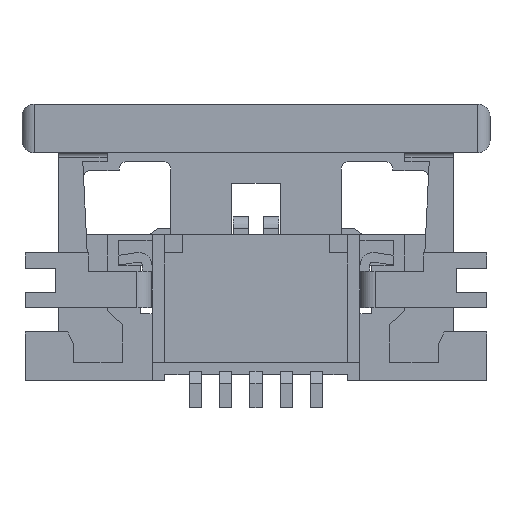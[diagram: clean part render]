
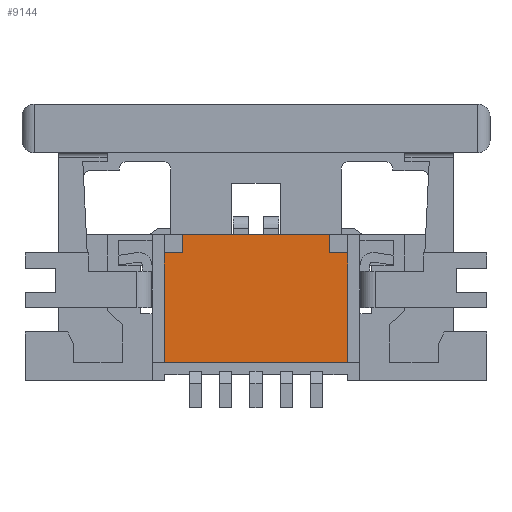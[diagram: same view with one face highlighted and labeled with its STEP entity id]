
A CAD part, front view. The second image highlights one B-rep face of the part: STEP entity #9144.
In plain terms, the highlighted planar face has unit normal (0, -1, 0).
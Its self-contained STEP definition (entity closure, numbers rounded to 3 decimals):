
#2226=DIRECTION('',(1.,0.,0.));
#2227=VECTOR('',#2226,2.42);
#2228=CARTESIAN_POINT('',(-1.21,0.025,2.4));
#2229=LINE('',#2228,#2227);
#2410=DIRECTION('',(0.,0.,1.));
#2411=VECTOR('',#2410,0.3);
#2412=CARTESIAN_POINT('',(1.21,0.025,2.1));
#2413=LINE('',#2412,#2411);
#2414=DIRECTION('',(-1.,0.,0.));
#2415=VECTOR('',#2414,0.3);
#2416=CARTESIAN_POINT('',(1.51,0.025,2.1));
#2417=LINE('',#2416,#2415);
#2418=DIRECTION('',(-1.,0.,0.));
#2419=VECTOR('',#2418,0.3);
#2420=CARTESIAN_POINT('',(-1.21,0.025,2.1));
#2421=LINE('',#2420,#2419);
#2422=DIRECTION('',(0.,0.,-1.));
#2423=VECTOR('',#2422,0.3);
#2424=CARTESIAN_POINT('',(-1.21,0.025,2.4));
#2425=LINE('',#2424,#2423);
#2458=DIRECTION('',(0.,0.,1.));
#2459=VECTOR('',#2458,1.8);
#2460=CARTESIAN_POINT('',(-1.51,0.025,0.3));
#2461=LINE('',#2460,#2459);
#2466=DIRECTION('',(1.,0.,0.));
#2467=VECTOR('',#2466,3.02);
#2468=CARTESIAN_POINT('',(-1.51,0.025,0.3));
#2469=LINE('',#2468,#2467);
#2490=DIRECTION('',(0.,0.,-1.));
#2491=VECTOR('',#2490,1.8);
#2492=CARTESIAN_POINT('',(1.51,0.025,2.1));
#2493=LINE('',#2492,#2491);
#5607=CARTESIAN_POINT('',(-1.21,0.025,2.4));
#5608=CARTESIAN_POINT('',(1.21,0.025,2.4));
#5609=VERTEX_POINT('',#5607);
#5610=VERTEX_POINT('',#5608);
#5623=CARTESIAN_POINT('',(-1.51,0.025,0.3));
#5624=CARTESIAN_POINT('',(1.51,0.025,0.3));
#5625=VERTEX_POINT('',#5623);
#5626=VERTEX_POINT('',#5624);
#5627=CARTESIAN_POINT('',(-1.51,0.025,2.1));
#5628=VERTEX_POINT('',#5627);
#5629=CARTESIAN_POINT('',(1.51,0.025,2.1));
#5630=VERTEX_POINT('',#5629);
#5631=CARTESIAN_POINT('',(-1.21,0.025,2.1));
#5632=VERTEX_POINT('',#5631);
#5633=CARTESIAN_POINT('',(1.21,0.025,2.1));
#5634=VERTEX_POINT('',#5633);
#9122=CARTESIAN_POINT('',(0.,0.025,0.));
#9123=DIRECTION('',(0.,-1.,0.));
#9124=DIRECTION('',(1.,0.,0.));
#9125=AXIS2_PLACEMENT_3D('',#9122,#9123,#9124);
#9126=PLANE('',#9125);
#9127=ORIENTED_EDGE('',*,*,#9042,.T.);
#9129=ORIENTED_EDGE('',*,*,#9128,.F.);
#9131=ORIENTED_EDGE('',*,*,#9130,.F.);
#9133=ORIENTED_EDGE('',*,*,#9132,.T.);
#9135=ORIENTED_EDGE('',*,*,#9134,.F.);
#9137=ORIENTED_EDGE('',*,*,#9136,.T.);
#9139=ORIENTED_EDGE('',*,*,#9138,.F.);
#9141=ORIENTED_EDGE('',*,*,#9140,.F.);
#9142=EDGE_LOOP('',(#9127,#9129,#9131,#9133,#9135,#9137,#9139,#9141));
#9143=FACE_OUTER_BOUND('',#9142,.F.);
#9144=ADVANCED_FACE('',(#9143),#9126,.T.);
#9042=EDGE_CURVE('',#5609,#5610,#2229,.T.);
#9128=EDGE_CURVE('',#5634,#5610,#2413,.T.);
#9130=EDGE_CURVE('',#5630,#5634,#2417,.T.);
#9132=EDGE_CURVE('',#5630,#5626,#2493,.T.);
#9134=EDGE_CURVE('',#5625,#5626,#2469,.T.);
#9136=EDGE_CURVE('',#5625,#5628,#2461,.T.);
#9138=EDGE_CURVE('',#5632,#5628,#2421,.T.);
#9140=EDGE_CURVE('',#5609,#5632,#2425,.T.);
